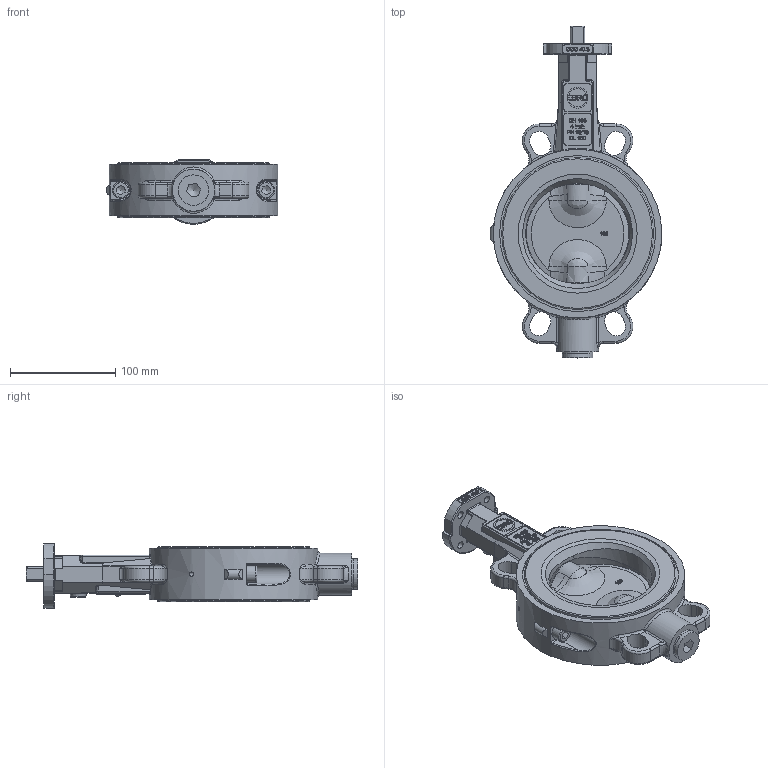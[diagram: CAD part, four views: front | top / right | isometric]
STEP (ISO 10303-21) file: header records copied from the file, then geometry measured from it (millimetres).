
FILE_DESCRIPTION((''),'2;1');
FILE_NAME('T211-A DN100.stp','2009-03-19T13:10:12',('hellwig'),(''),'Autodesk Inventor 2008','Autodesk Inventor 2008','');
FILE_SCHEMA(('AUTOMOTIVE_DESIGN { 1 0 10303 214 1 1 1 1 }'));
Length unit declared in the file: millimetre
Products named in the file (1): Bauteil2
Bounding box: 162.99 x 315 x 61.5 mm (x, y, z)
Volume: 795221.2 mm3; surface area: 182267.5 mm2
Topology: 1 solids, 10 shells, 1042 faces, 2693 edges, 1705 vertices
Faces by surface type: plane 418, bspline 383, cylinder 159, torus 40, cone 38, sphere 4
Full cylindrical faces by diameter (mm): 3 x2, 3.2 x2, 10 x2, 16 x2, 18 x3, 19 x1, 23 x1, 24.3 x1, 28.9 x1, 29 x1, 33 x1, 35.1 x1, 40 x1, 105.5 x1, 108.4 x1, 144 x2, 148 x1, 160 x1
Entity records: 44564 total; most frequent: CARTESIAN_POINT 21052, ORIENTED_EDGE 5054, DIRECTION 3733, EDGE_CURVE 2527, VERTEX_POINT 1661, VECTOR 1281, LINE 1281, EDGE_LOOP 1238
